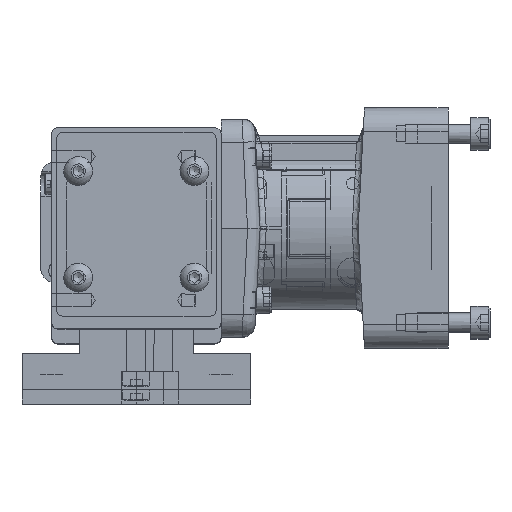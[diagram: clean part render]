
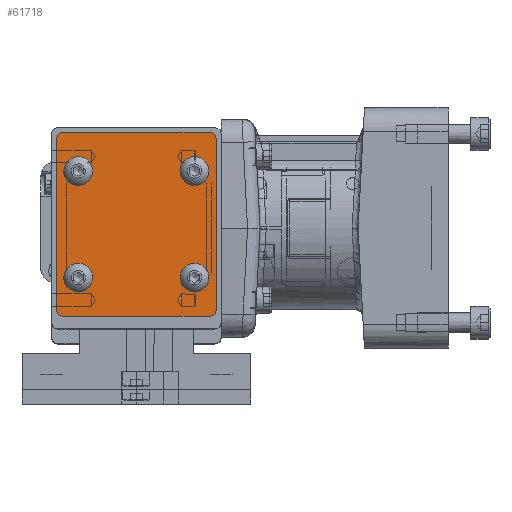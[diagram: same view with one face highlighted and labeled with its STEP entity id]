
A CAD part, top view. The second image highlights one B-rep face of the part: STEP entity #61718.
In plain terms, the highlighted planar face has unit normal (0, 0, 1).
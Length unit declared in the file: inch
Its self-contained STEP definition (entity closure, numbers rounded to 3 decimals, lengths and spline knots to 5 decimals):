
#264 = FACE_BOUND ( 'NONE', #42418, .T. ) ;
#343 = VECTOR ( 'NONE', #48137, 39.37008 ) ;
#1366 = VERTEX_POINT ( 'NONE', #61113 ) ;
#2226 = DIRECTION ( 'NONE',  ( 0., -1., 0. ) ) ;
#2562 = CARTESIAN_POINT ( 'NONE',  ( -0.762, 0.927, 1.063 ) ) ;
#2871 = VERTEX_POINT ( 'NONE', #62460 ) ;
#3015 = DIRECTION ( 'NONE',  ( 0., 0., 1. ) ) ;
#3157 = CARTESIAN_POINT ( 'NONE',  ( 0.762, 0.927, 1.063 ) ) ;
#4471 = CIRCLE ( 'NONE', #48696, 0.14961 ) ;
#5075 = FACE_BOUND ( 'NONE', #29797, .T. ) ;
#5389 = FACE_BOUND ( 'NONE', #7303, .T. ) ;
#5493 = CARTESIAN_POINT ( 'NONE',  ( -0.6, -0.51, 1.063 ) ) ;
#7288 = DIRECTION ( 'NONE',  ( 1., 0., 0. ) ) ;
#7303 = EDGE_LOOP ( 'NONE', ( #39306 ) ) ;
#7319 = EDGE_LOOP ( 'NONE', ( #18835 ) ) ;
#9266 = AXIS2_PLACEMENT_3D ( 'NONE', #61104, #54749, #7288 ) ;
#10441 = VERTEX_POINT ( 'NONE', #53756 ) ;
#10713 = VERTEX_POINT ( 'NONE', #57487 ) ;
#11969 = CIRCLE ( 'NONE', #19234, 0.14961 ) ;
#12363 = CARTESIAN_POINT ( 'NONE',  ( -0.762, -0.847, 1.063 ) ) ;
#13204 = EDGE_CURVE ( 'NONE', #1366, #44338, #40224, .T. ) ;
#15057 = DIRECTION ( 'NONE',  ( 1., 0., 0. ) ) ;
#15165 = DIRECTION ( 'NONE',  ( 0., 0., 1. ) ) ;
#15587 = AXIS2_PLACEMENT_3D ( 'NONE', #12363, #3015, #32944 ) ;
#16544 = CARTESIAN_POINT ( 'NONE',  ( 0.762, 0.99, 1.063 ) ) ;
#16644 = VERTEX_POINT ( 'NONE', #36273 ) ;
#16688 = DIRECTION ( 'NONE',  ( 0.5, -0.866, 0. ) ) ;
#17140 = ORIENTED_EDGE ( 'NONE', *, *, #57151, .F. ) ;
#18275 = EDGE_CURVE ( 'NONE', #47002, #47002, #43562, .T. ) ;
#18479 = ORIENTED_EDGE ( 'NONE', *, *, #24237, .F. ) ;
#18835 = ORIENTED_EDGE ( 'NONE', *, *, #18275, .F. ) ;
#19198 = AXIS2_PLACEMENT_3D ( 'NONE', #39522, #59201, #15057 ) ;
#19234 = AXIS2_PLACEMENT_3D ( 'NONE', #34796, #54462, #49315 ) ;
#19722 = ORIENTED_EDGE ( 'NONE', *, *, #19991, .T. ) ;
#19907 = PLANE ( 'NONE',  #19198 ) ;
#19991 = EDGE_CURVE ( 'NONE', #32013, #10713, #46527, .T. ) ;
#22203 = DIRECTION ( 'NONE',  ( 0., 0., 1. ) ) ;
#22643 = CARTESIAN_POINT ( 'NONE',  ( -0.6, 0.59, 1.063 ) ) ;
#23932 = DIRECTION ( 'NONE',  ( -1., 0., 0. ) ) ;
#24237 = EDGE_CURVE ( 'NONE', #16644, #16644, #11969, .T. ) ;
#24371 = VERTEX_POINT ( 'NONE', #60898 ) ;
#24721 = FACE_OUTER_BOUND ( 'NONE', #46201, .T. ) ;
#25003 = CARTESIAN_POINT ( 'NONE',  ( -0.825, -0.847, 1.063 ) ) ;
#25950 = VECTOR ( 'NONE', #37173, 39.37008 ) ;
#26558 = CIRCLE ( 'NONE', #59494, 0.14961 ) ;
#26699 = CARTESIAN_POINT ( 'NONE',  ( -0.762, 0.99, 1.063 ) ) ;
#27432 = VERTEX_POINT ( 'NONE', #26699 ) ;
#27449 = EDGE_CURVE ( 'NONE', #27432, #1366, #33958, .T. ) ;
#29797 = EDGE_LOOP ( 'NONE', ( #17140 ) ) ;
#32013 = VERTEX_POINT ( 'NONE', #47516 ) ;
#32944 = DIRECTION ( 'NONE',  ( 1., 0., 0. ) ) ;
#33958 = CIRCLE ( 'NONE', #46310, 0.063 ) ;
#34796 = CARTESIAN_POINT ( 'NONE',  ( 0.6, -0.51, 1.063 ) ) ;
#35379 = CARTESIAN_POINT ( 'NONE',  ( -0.825, 0.927, 1.063 ) ) ;
#36273 = CARTESIAN_POINT ( 'NONE',  ( 0.6748, -0.63956, 1.063 ) ) ;
#36838 = EDGE_CURVE ( 'NONE', #38198, #38198, #26558, .T. ) ;
#36848 = ORIENTED_EDGE ( 'NONE', *, *, #55481, .T. ) ;
#36997 = DIRECTION ( 'NONE',  ( 1., 0., 0. ) ) ;
#37173 = DIRECTION ( 'NONE',  ( 0., 1., 0. ) ) ;
#37641 = ORIENTED_EDGE ( 'NONE', *, *, #45796, .T. ) ;
#37873 = CARTESIAN_POINT ( 'NONE',  ( -0.5252, -0.63956, 1.063 ) ) ;
#38157 = CARTESIAN_POINT ( 'NONE',  ( -0.762, -0.91, 1.063 ) ) ;
#38198 = VERTEX_POINT ( 'NONE', #37873 ) ;
#39275 = ORIENTED_EDGE ( 'NONE', *, *, #50800, .T. ) ;
#39306 = ORIENTED_EDGE ( 'NONE', *, *, #36838, .F. ) ;
#39522 = CARTESIAN_POINT ( 'NONE',  ( -0.762, 0.927, 1.063 ) ) ;
#40224 = LINE ( 'NONE', #35379, #52620 ) ;
#40778 = ORIENTED_EDGE ( 'NONE', *, *, #27449, .T. ) ;
#41139 = CARTESIAN_POINT ( 'NONE',  ( 0.6, 0.59, 1.063 ) ) ;
#41960 = DIRECTION ( 'NONE',  ( 0., 0., 1. ) ) ;
#42078 = VECTOR ( 'NONE', #23932, 39.37008 ) ;
#42418 = EDGE_LOOP ( 'NONE', ( #18479 ) ) ;
#42928 = ORIENTED_EDGE ( 'NONE', *, *, #13204, .T. ) ;
#43562 = CIRCLE ( 'NONE', #62103, 0.14961 ) ;
#43787 = ORIENTED_EDGE ( 'NONE', *, *, #44939, .T. ) ;
#44338 = VERTEX_POINT ( 'NONE', #25003 ) ;
#44349 = FACE_BOUND ( 'NONE', #7319, .T. ) ;
#44798 = VERTEX_POINT ( 'NONE', #16544 ) ;
#44939 = EDGE_CURVE ( 'NONE', #44798, #27432, #62928, .T. ) ;
#45702 = ORIENTED_EDGE ( 'NONE', *, *, #53314, .T. ) ;
#45796 = EDGE_CURVE ( 'NONE', #10441, #32013, #46259, .T. ) ;
#46201 = EDGE_LOOP ( 'NONE', ( #40778, #42928, #36848, #39275, #37641, #19722, #45702, #43787 ) ) ;
#46259 = CIRCLE ( 'NONE', #9266, 0.063 ) ;
#46310 = AXIS2_PLACEMENT_3D ( 'NONE', #2562, #22203, #36997 ) ;
#46527 = LINE ( 'NONE', #51682, #25950 ) ;
#46940 = DIRECTION ( 'NONE',  ( 0., 0., 1. ) ) ;
#47002 = VERTEX_POINT ( 'NONE', #60883 ) ;
#47516 = CARTESIAN_POINT ( 'NONE',  ( 0.825, -0.847, 1.063 ) ) ;
#48137 = DIRECTION ( 'NONE',  ( 1., 0., 0. ) ) ;
#48696 = AXIS2_PLACEMENT_3D ( 'NONE', #22643, #41960, #51951 ) ;
#49315 = DIRECTION ( 'NONE',  ( 0.5, -0.866, 0. ) ) ;
#50800 = EDGE_CURVE ( 'NONE', #24371, #10441, #53300, .T. ) ;
#51358 = CIRCLE ( 'NONE', #58602, 0.063 ) ;
#51682 = CARTESIAN_POINT ( 'NONE',  ( 0.825, 0.927, 1.063 ) ) ;
#51951 = DIRECTION ( 'NONE',  ( 0.5, -0.866, 0. ) ) ;
#52428 = DIRECTION ( 'NONE',  ( 0., 0., 1. ) ) ;
#52620 = VECTOR ( 'NONE', #2226, 39.37008 ) ;
#52918 = CARTESIAN_POINT ( 'NONE',  ( -0.762, 0.99, 1.063 ) ) ;
#53300 = LINE ( 'NONE', #38157, #343 ) ;
#53314 = EDGE_CURVE ( 'NONE', #10713, #44798, #51358, .T. ) ;
#53756 = CARTESIAN_POINT ( 'NONE',  ( 0.762, -0.91, 1.063 ) ) ;
#54462 = DIRECTION ( 'NONE',  ( 0., 0., 1. ) ) ;
#54671 = CIRCLE ( 'NONE', #15587, 0.063 ) ;
#54749 = DIRECTION ( 'NONE',  ( 0., 0., 1. ) ) ;
#54784 = DIRECTION ( 'NONE',  ( 0.5, -0.866, 0. ) ) ;
#55481 = EDGE_CURVE ( 'NONE', #44338, #24371, #54671, .T. ) ;
#57151 = EDGE_CURVE ( 'NONE', #2871, #2871, #4471, .T. ) ;
#57487 = CARTESIAN_POINT ( 'NONE',  ( 0.825, 0.927, 1.063 ) ) ;
#58239 = DIRECTION ( 'NONE',  ( -1., 0., 0. ) ) ;
#58602 = AXIS2_PLACEMENT_3D ( 'NONE', #3157, #52428, #58239 ) ;
#59201 = DIRECTION ( 'NONE',  ( 0., 0., 1. ) ) ;
#59494 = AXIS2_PLACEMENT_3D ( 'NONE', #5493, #15165, #54784 ) ;
#60883 = CARTESIAN_POINT ( 'NONE',  ( 0.6748, 0.46044, 1.063 ) ) ;
#60898 = CARTESIAN_POINT ( 'NONE',  ( -0.762, -0.91, 1.063 ) ) ;
#61104 = CARTESIAN_POINT ( 'NONE',  ( 0.762, -0.847, 1.063 ) ) ;
#61113 = CARTESIAN_POINT ( 'NONE',  ( -0.825, 0.927, 1.063 ) ) ;
#61718 = ADVANCED_FACE ( 'NONE', ( #5075, #24721, #44349, #264, #5389 ), #19907, .T. ) ;
#62103 = AXIS2_PLACEMENT_3D ( 'NONE', #41139, #46940, #16688 ) ;
#62460 = CARTESIAN_POINT ( 'NONE',  ( -0.5252, 0.46044, 1.063 ) ) ;
#62928 = LINE ( 'NONE', #52918, #42078 ) ;
